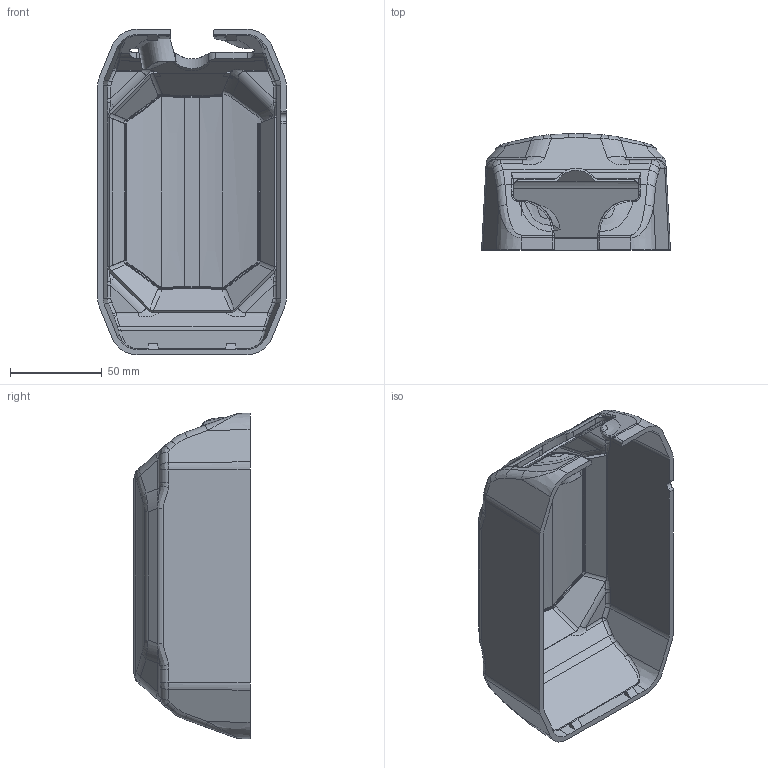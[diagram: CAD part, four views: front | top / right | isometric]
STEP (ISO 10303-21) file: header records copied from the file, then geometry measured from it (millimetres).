
FILE_DESCRIPTION((''),'2;1');
FILE_NAME('210173_ASM','2020-01-23T14:53:16',('PDMAdmin'),('BANNER ENGINEERING'),'CREO PARAMETRIC BY PTC INC, 2019292','CREO PARAMETRIC BY PTC INC, 2019292','');
FILE_SCHEMA(('CONFIG_CONTROL_DESIGN'));
Products named in the file (3): 210106; 210171_SHAPED; 210173_ASM
Assembly tree (2 placements, depth 2):
  210173_ASM
    210106
    210171_SHAPED
Bounding box: 102.99 x 63.3 x 177.74 mm (x, y, z)
Volume: 132349.9 mm3; surface area: 89097.5 mm2
Topology: 2 solids, 8 shells, 681 faces, 1568 edges, 905 vertices
Faces by surface type: bspline 328, cylinder 176, plane 151, sphere 14, cone 8, extrusion 4
Entity records: 38598 total; most frequent: CARTESIAN_POINT 25708, ORIENTED_EDGE 3099, DIRECTION 1948, EDGE_CURVE 1568, VERTEX_POINT 905, AXIS2_PLACEMENT_3D 702, EDGE_LOOP 690, B_SPLINE_CURVE_WITH_KNOTS 686
